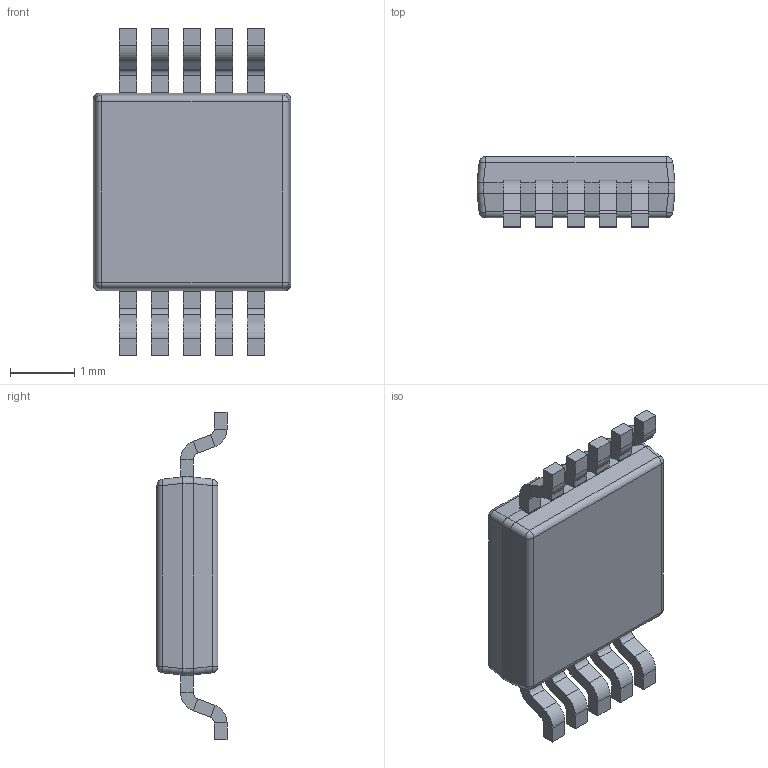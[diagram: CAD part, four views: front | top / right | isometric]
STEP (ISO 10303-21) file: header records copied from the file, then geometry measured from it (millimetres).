
FILE_DESCRIPTION (( 'STEP AP214' ), '1' );
FILE_NAME ('MSOP_10.STEP', '2015-06-18T07:42:46', ( '' ), ( '' ), 'SwSTEP 2.0', 'SolidWorks 2015', '' );
FILE_SCHEMA (( 'AUTOMOTIVE_DESIGN' ));
Length unit declared in the file: millimetre
Products named in the file (1): MSOP_10
Bounding box: 3.08 x 1.09 x 5.11 mm (x, y, z)
Volume: 9.5 mm3; surface area: 41 mm2
Topology: 1 solids, 1 shells, 305 faces, 690 edges, 380 vertices
Faces by surface type: plane 235, cylinder 62, sphere 8
Entity records: 11470 total; most frequent: CARTESIAN_POINT 1440, DIRECTION 1378, ORIENTED_EDGE 1364, EDGE_CURVE 682, LINE 550, VECTOR 550, AXIS2_PLACEMENT_3D 414, VERTEX_POINT 380
